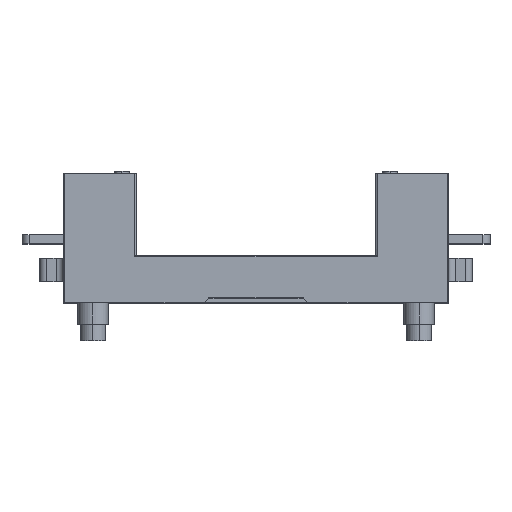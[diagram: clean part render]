
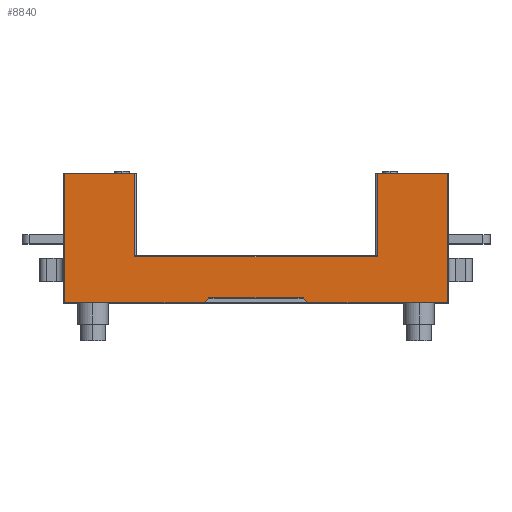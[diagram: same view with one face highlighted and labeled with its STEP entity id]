
A CAD part, top view. The second image highlights one B-rep face of the part: STEP entity #8840.
In plain terms, the highlighted planar face has unit normal (0, 0, 1).
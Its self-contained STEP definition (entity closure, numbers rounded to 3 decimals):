
#1266 = DIRECTION ( 'NONE',  ( 1., 0., 0. ) ) ;
#1431 = CARTESIAN_POINT ( 'NONE',  ( 0., 55., 45. ) ) ;
#1485 = CARTESIAN_POINT ( 'NONE',  ( 0., 55., 45. ) ) ;
#2069 = VERTEX_POINT ( 'NONE', #16265 ) ;
#2559 = LINE ( 'NONE', #24552, #10656 ) ;
#3053 = LINE ( 'NONE', #17045, #25658 ) ;
#4322 = CARTESIAN_POINT ( 'NONE',  ( -81.5, 55., 45. ) ) ;
#4435 = ORIENTED_EDGE ( 'NONE', *, *, #29945, .T. ) ;
#4648 = VECTOR ( 'NONE', #29404, 1000. ) ;
#4945 = ORIENTED_EDGE ( 'NONE', *, *, #16974, .T. ) ;
#5028 = VECTOR ( 'NONE', #13065, 1000. ) ;
#5110 = EDGE_CURVE ( 'NONE', #27834, #15918, #12801, .T. ) ;
#5163 = CARTESIAN_POINT ( 'NONE',  ( 20., 2., 45. ) ) ;
#5461 = DIRECTION ( 'NONE',  ( 0., 1., 0. ) ) ;
#6615 = VERTEX_POINT ( 'NONE', #28951 ) ;
#7245 = ORIENTED_EDGE ( 'NONE', *, *, #31537, .T. ) ;
#7262 = CARTESIAN_POINT ( 'NONE',  ( 51.5, 55., 45. ) ) ;
#8259 = ORIENTED_EDGE ( 'NONE', *, *, #16718, .T. ) ;
#8596 = ORIENTED_EDGE ( 'NONE', *, *, #12538, .T. ) ;
#8707 = VERTEX_POINT ( 'NONE', #7262 ) ;
#8840 = ADVANCED_FACE ( 'NONE', ( #16348 ), #10522, .F. ) ;
#8926 = CARTESIAN_POINT ( 'NONE',  ( -51.5, 19.5, 45. ) ) ;
#9732 = EDGE_CURVE ( 'NONE', #15918, #28964, #11463, .T. ) ;
#9887 = CARTESIAN_POINT ( 'NONE',  ( 16.5, 38.5, 45. ) ) ;
#10189 = LINE ( 'NONE', #1485, #14656 ) ;
#10341 = CARTESIAN_POINT ( 'NONE',  ( 0., 55., 45. ) ) ;
#10522 = PLANE ( 'NONE',  #28755 ) ;
#10656 = VECTOR ( 'NONE', #5461, 1000. ) ;
#11463 = LINE ( 'NONE', #31637, #24755 ) ;
#11708 = VERTEX_POINT ( 'NONE', #16053 ) ;
#12104 = EDGE_CURVE ( 'NONE', #8707, #12332, #10189, .T. ) ;
#12332 = VERTEX_POINT ( 'NONE', #30544 ) ;
#12518 = LINE ( 'NONE', #17977, #25120 ) ;
#12538 = EDGE_CURVE ( 'NONE', #28964, #21067, #12518, .T. ) ;
#12617 = DIRECTION ( 'NONE',  ( 0.707, 0.707, 0. ) ) ;
#12801 = LINE ( 'NONE', #9887, #32412 ) ;
#13065 = DIRECTION ( 'NONE',  ( 0., -1., 0. ) ) ;
#13260 = DIRECTION ( 'NONE',  ( -1., 0., 0. ) ) ;
#13820 = VECTOR ( 'NONE', #20491, 1000. ) ;
#14185 = VECTOR ( 'NONE', #15398, 1000. ) ;
#14236 = EDGE_CURVE ( 'NONE', #2069, #11708, #18128, .T. ) ;
#14656 = VECTOR ( 'NONE', #29466, 1000. ) ;
#15102 = ORIENTED_EDGE ( 'NONE', *, *, #12104, .F. ) ;
#15398 = DIRECTION ( 'NONE',  ( 0., -1., 0. ) ) ;
#15918 = VERTEX_POINT ( 'NONE', #17877 ) ;
#15978 = CARTESIAN_POINT ( 'NONE',  ( 51.5, 55., 45. ) ) ;
#16053 = CARTESIAN_POINT ( 'NONE',  ( -81.5, 0., 45. ) ) ;
#16119 = CARTESIAN_POINT ( 'NONE',  ( 51.5, 19.5, 45. ) ) ;
#16265 = CARTESIAN_POINT ( 'NONE',  ( -81.5, 55., 45. ) ) ;
#16348 = FACE_OUTER_BOUND ( 'NONE', #25044, .T. ) ;
#16524 = DIRECTION ( 'NONE',  ( 0., 0., -1. ) ) ;
#16623 = DIRECTION ( 'NONE',  ( 1., 0., 0. ) ) ;
#16718 = EDGE_CURVE ( 'NONE', #21067, #23845, #28525, .T. ) ;
#16974 = EDGE_CURVE ( 'NONE', #23364, #18969, #3053, .T. ) ;
#17045 = CARTESIAN_POINT ( 'NONE',  ( 0., 19.5, 45. ) ) ;
#17283 = DIRECTION ( 'NONE',  ( 1., 0., 0. ) ) ;
#17877 = CARTESIAN_POINT ( 'NONE',  ( -20., 2., 45. ) ) ;
#17977 = CARTESIAN_POINT ( 'NONE',  ( -16.5, 38.5, 45. ) ) ;
#18005 = EDGE_CURVE ( 'NONE', #8707, #23364, #24342, .T. ) ;
#18128 = LINE ( 'NONE', #4322, #14185 ) ;
#18321 = VECTOR ( 'NONE', #1266, 1000. ) ;
#18969 = VERTEX_POINT ( 'NONE', #8926 ) ;
#19503 = ORIENTED_EDGE ( 'NONE', *, *, #5110, .T. ) ;
#20491 = DIRECTION ( 'NONE',  ( 0., 1., 0. ) ) ;
#21067 = VERTEX_POINT ( 'NONE', #25410 ) ;
#22046 = ORIENTED_EDGE ( 'NONE', *, *, #18005, .T. ) ;
#23266 = CARTESIAN_POINT ( 'NONE',  ( 81.5, 0., 45. ) ) ;
#23364 = VERTEX_POINT ( 'NONE', #16119 ) ;
#23845 = VERTEX_POINT ( 'NONE', #23266 ) ;
#24342 = LINE ( 'NONE', #15978, #5028 ) ;
#24552 = CARTESIAN_POINT ( 'NONE',  ( 81.5, 55., 45. ) ) ;
#24755 = VECTOR ( 'NONE', #17283, 1000. ) ;
#25044 = EDGE_LOOP ( 'NONE', ( #8596, #8259, #33178, #15102, #22046, #4945, #4435, #7245, #33000, #34217, #19503, #26405 ) ) ;
#25120 = VECTOR ( 'NONE', #29066, 1000. ) ;
#25294 = LINE ( 'NONE', #1431, #4648 ) ;
#25410 = CARTESIAN_POINT ( 'NONE',  ( 22., 0., 45. ) ) ;
#25658 = VECTOR ( 'NONE', #35954, 1000. ) ;
#26138 = EDGE_CURVE ( 'NONE', #11708, #27834, #32996, .T. ) ;
#26165 = CARTESIAN_POINT ( 'NONE',  ( 0., 0., 45. ) ) ;
#26405 = ORIENTED_EDGE ( 'NONE', *, *, #9732, .T. ) ;
#26487 = LINE ( 'NONE', #29206, #13820 ) ;
#27834 = VERTEX_POINT ( 'NONE', #28209 ) ;
#28069 = EDGE_CURVE ( 'NONE', #23845, #12332, #2559, .T. ) ;
#28209 = CARTESIAN_POINT ( 'NONE',  ( -22., 0., 45. ) ) ;
#28525 = LINE ( 'NONE', #26165, #18321 ) ;
#28755 = AXIS2_PLACEMENT_3D ( 'NONE', #10341, #16524, #13260 ) ;
#28951 = CARTESIAN_POINT ( 'NONE',  ( -51.5, 55., 45. ) ) ;
#28964 = VERTEX_POINT ( 'NONE', #5163 ) ;
#29066 = DIRECTION ( 'NONE',  ( 0.707, -0.707, 0. ) ) ;
#29100 = VECTOR ( 'NONE', #16623, 1000. ) ;
#29206 = CARTESIAN_POINT ( 'NONE',  ( -51.5, 55., 45. ) ) ;
#29404 = DIRECTION ( 'NONE',  ( -1., 0., 0. ) ) ;
#29466 = DIRECTION ( 'NONE',  ( 1., 0., 0. ) ) ;
#29900 = CARTESIAN_POINT ( 'NONE',  ( 0., 0., 45. ) ) ;
#29945 = EDGE_CURVE ( 'NONE', #18969, #6615, #26487, .T. ) ;
#30544 = CARTESIAN_POINT ( 'NONE',  ( 81.5, 55., 45. ) ) ;
#31537 = EDGE_CURVE ( 'NONE', #6615, #2069, #25294, .T. ) ;
#31637 = CARTESIAN_POINT ( 'NONE',  ( 0., 2., 45. ) ) ;
#32412 = VECTOR ( 'NONE', #12617, 1000. ) ;
#32996 = LINE ( 'NONE', #29900, #29100 ) ;
#33000 = ORIENTED_EDGE ( 'NONE', *, *, #14236, .T. ) ;
#33178 = ORIENTED_EDGE ( 'NONE', *, *, #28069, .T. ) ;
#34217 = ORIENTED_EDGE ( 'NONE', *, *, #26138, .T. ) ;
#35954 = DIRECTION ( 'NONE',  ( -1., 0., 0. ) ) ;
